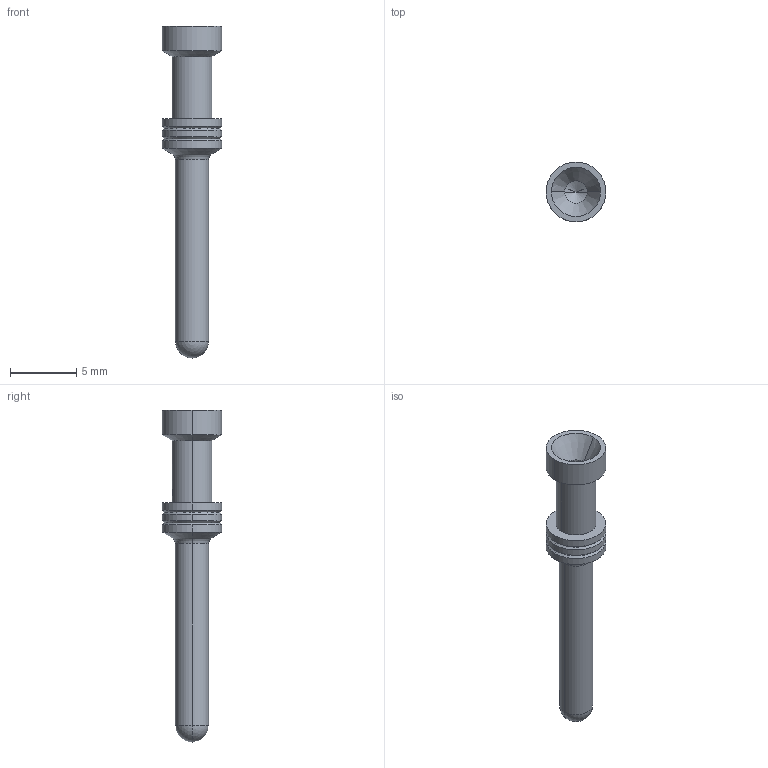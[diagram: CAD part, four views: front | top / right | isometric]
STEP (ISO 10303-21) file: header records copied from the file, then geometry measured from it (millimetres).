
FILE_DESCRIPTION (( 'STEP AP203' ), '1' );
FILE_NAME ('14106564.step', '2025-03-19T11:47:00', ( '' ), ( '' ), 'SwSTEP 2.0', 'SolidWorks 2024', '' );
FILE_SCHEMA (( 'CONFIG_CONTROL_DESIGN' ));
Length unit declared in the file: millimetre
Products named in the file (1): 14106564
Bounding box: 4.5 x 4.5 x 25 mm (x, y, z)
Volume: 156.4 mm3; surface area: 312.1 mm2
Topology: 1 solids, 1 shells, 38 faces, 82 edges, 44 vertices
Faces by surface type: cylinder 16, cone 16, sphere 2, torus 2, plane 2
Entity records: 1081 total; most frequent: CARTESIAN_POINT 193, DIRECTION 190, ORIENTED_EDGE 152, AXIS2_PLACEMENT_3D 79, EDGE_CURVE 76, VERTEX_POINT 42, EDGE_LOOP 42, CIRCLE 40
